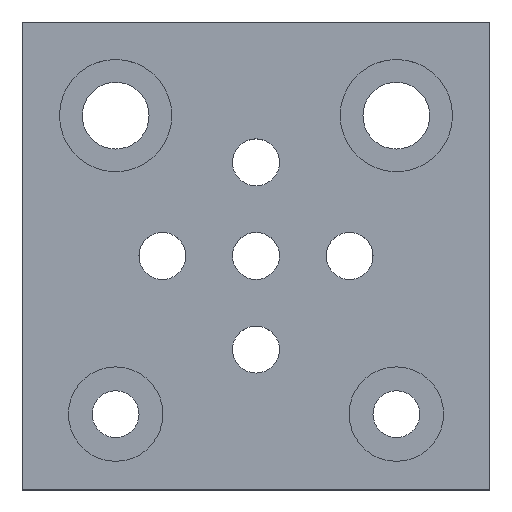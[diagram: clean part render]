
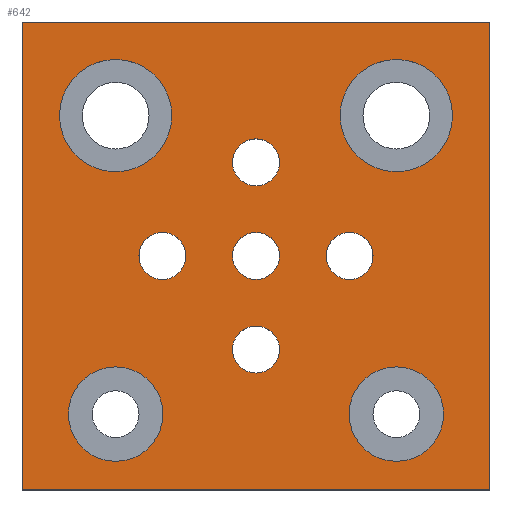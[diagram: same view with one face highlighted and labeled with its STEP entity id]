
A CAD part, top view. The second image highlights one B-rep face of the part: STEP entity #642.
In plain terms, the highlighted planar face has unit normal (0, 0, 1).
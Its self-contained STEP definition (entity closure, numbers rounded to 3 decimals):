
#101=CARTESIAN_POINT('',(-9.95,-16.9,6.35));
#102=VERTEX_POINT('',#101);
#103=CARTESIAN_POINT('',(-15.,-16.9,6.35));
#104=DIRECTION('',(0.0,0.0,-1.0));
#105=DIRECTION('',(1.0,0.0,0.0));
#106=AXIS2_PLACEMENT_3D('',#103,#104,#105);
#107=CIRCLE('',#106,5.05);
#108=EDGE_CURVE('',#102,#102,#107,.T.);
#169=CARTESIAN_POINT('',(20.05,-16.9,6.35));
#170=VERTEX_POINT('',#169);
#171=CARTESIAN_POINT('',(15.,-16.9,6.35));
#172=DIRECTION('',(0.0,0.0,-1.0));
#173=DIRECTION('',(1.0,0.0,0.0));
#174=AXIS2_PLACEMENT_3D('',#171,#172,#173);
#175=CIRCLE('',#174,5.05);
#176=EDGE_CURVE('',#170,#170,#175,.T.);
#237=CARTESIAN_POINT('',(-9.,15.,6.35));
#238=VERTEX_POINT('',#237);
#239=CARTESIAN_POINT('',(-15.,15.,6.35));
#240=DIRECTION('',(0.0,0.0,-1.0));
#241=DIRECTION('',(1.0,0.0,0.0));
#242=AXIS2_PLACEMENT_3D('',#239,#240,#241);
#243=CIRCLE('',#242,6.);
#244=EDGE_CURVE('',#238,#238,#243,.T.);
#305=CARTESIAN_POINT('',(21.,15.,6.35));
#306=VERTEX_POINT('',#305);
#307=CARTESIAN_POINT('',(15.,15.,6.35));
#308=DIRECTION('',(0.0,0.0,-1.0));
#309=DIRECTION('',(1.0,0.0,0.0));
#310=AXIS2_PLACEMENT_3D('',#307,#308,#309);
#311=CIRCLE('',#310,6.);
#312=EDGE_CURVE('',#306,#306,#311,.T.);
#356=CARTESIAN_POINT('',(2.51,-10.,6.35));
#357=VERTEX_POINT('',#356);
#358=CARTESIAN_POINT('',(0.,-10.,6.35));
#359=DIRECTION('',(0.0,0.0,-1.0));
#360=DIRECTION('',(1.0,0.0,0.0));
#361=AXIS2_PLACEMENT_3D('',#358,#359,#360);
#362=CIRCLE('',#361,2.51);
#363=EDGE_CURVE('',#357,#357,#362,.T.);
#384=CARTESIAN_POINT('',(-7.49,0.,6.35));
#385=VERTEX_POINT('',#384);
#386=CARTESIAN_POINT('',(-10.0,0.,6.35));
#387=DIRECTION('',(0.0,0.0,-1.0));
#388=DIRECTION('',(1.0,0.0,0.0));
#389=AXIS2_PLACEMENT_3D('',#386,#387,#388);
#390=CIRCLE('',#389,2.51);
#391=EDGE_CURVE('',#385,#385,#390,.T.);
#412=CARTESIAN_POINT('',(2.51,0.0,6.35));
#413=VERTEX_POINT('',#412);
#414=CARTESIAN_POINT('',(0.0,0.0,6.35));
#415=DIRECTION('',(0.0,0.0,-1.0));
#416=DIRECTION('',(1.0,0.0,0.0));
#417=AXIS2_PLACEMENT_3D('',#414,#415,#416);
#418=CIRCLE('',#417,2.51);
#419=EDGE_CURVE('',#413,#413,#418,.T.);
#440=CARTESIAN_POINT('',(2.51,10.,6.35));
#441=VERTEX_POINT('',#440);
#442=CARTESIAN_POINT('',(0.,10.,6.35));
#443=DIRECTION('',(0.0,0.0,-1.0));
#444=DIRECTION('',(1.0,0.0,0.0));
#445=AXIS2_PLACEMENT_3D('',#442,#443,#444);
#446=CIRCLE('',#445,2.51);
#447=EDGE_CURVE('',#441,#441,#446,.T.);
#468=CARTESIAN_POINT('',(12.51,0.,6.35));
#469=VERTEX_POINT('',#468);
#470=CARTESIAN_POINT('',(10.0,0.,6.35));
#471=DIRECTION('',(0.0,0.0,-1.0));
#472=DIRECTION('',(1.0,0.0,0.0));
#473=AXIS2_PLACEMENT_3D('',#470,#471,#472);
#474=CIRCLE('',#473,2.51);
#475=EDGE_CURVE('',#469,#469,#474,.T.);
#495=CARTESIAN_POINT('',(-25.,-25.,6.35));
#496=VERTEX_POINT('',#495);
#503=CARTESIAN_POINT('',(-25.,25.,6.35));
#504=VERTEX_POINT('',#503);
#505=CARTESIAN_POINT('',(-25.,25.0,6.35));
#506=DIRECTION('',(0.0,-1.0,0.0));
#507=VECTOR('',#506,50.0);
#508=LINE('',#505,#507);
#509=EDGE_CURVE('',#504,#496,#508,.T.);
#534=CARTESIAN_POINT('',(25.,25.,6.35));
#535=VERTEX_POINT('',#534);
#536=CARTESIAN_POINT('',(25.,25.0,6.35));
#537=DIRECTION('',(-1.0,0.0,0.0));
#538=VECTOR('',#537,50.0);
#539=LINE('',#536,#538);
#540=EDGE_CURVE('',#535,#504,#539,.T.);
#565=CARTESIAN_POINT('',(25.,-25.,6.35));
#566=VERTEX_POINT('',#565);
#567=CARTESIAN_POINT('',(25.,-25.,6.35));
#568=DIRECTION('',(0.0,1.0,0.0));
#569=VECTOR('',#568,50.0);
#570=LINE('',#567,#569);
#571=EDGE_CURVE('',#566,#535,#570,.T.);
#594=CARTESIAN_POINT('',(-25.,-25.,6.35));
#595=DIRECTION('',(1.0,0.0,0.0));
#596=VECTOR('',#595,50.0);
#597=LINE('',#594,#596);
#598=EDGE_CURVE('',#496,#566,#597,.T.);
#604=CARTESIAN_POINT('',(0.,0.,6.35));
#605=DIRECTION('',(0.0,0.0,1.0));
#606=DIRECTION('',(1.0,0.0,0.0));
#607=AXIS2_PLACEMENT_3D('',#604,#605,#606);
#608=PLANE('',#607);
#609=ORIENTED_EDGE('',*,*,#598,.T.);
#610=ORIENTED_EDGE('',*,*,#571,.T.);
#611=ORIENTED_EDGE('',*,*,#540,.T.);
#612=ORIENTED_EDGE('',*,*,#509,.T.);
#613=EDGE_LOOP('',(#609,#610,#611,#612));
#614=FACE_OUTER_BOUND('',#613,.T.);
#615=ORIENTED_EDGE('',*,*,#108,.T.);
#616=EDGE_LOOP('',(#615));
#617=FACE_BOUND('',#616,.T.);
#618=ORIENTED_EDGE('',*,*,#176,.T.);
#619=EDGE_LOOP('',(#618));
#620=FACE_BOUND('',#619,.T.);
#621=ORIENTED_EDGE('',*,*,#244,.T.);
#622=EDGE_LOOP('',(#621));
#623=FACE_BOUND('',#622,.T.);
#624=ORIENTED_EDGE('',*,*,#312,.T.);
#625=EDGE_LOOP('',(#624));
#626=FACE_BOUND('',#625,.T.);
#627=ORIENTED_EDGE('',*,*,#363,.T.);
#628=EDGE_LOOP('',(#627));
#629=FACE_BOUND('',#628,.T.);
#630=ORIENTED_EDGE('',*,*,#391,.T.);
#631=EDGE_LOOP('',(#630));
#632=FACE_BOUND('',#631,.T.);
#633=ORIENTED_EDGE('',*,*,#419,.T.);
#634=EDGE_LOOP('',(#633));
#635=FACE_BOUND('',#634,.T.);
#636=ORIENTED_EDGE('',*,*,#447,.T.);
#637=EDGE_LOOP('',(#636));
#638=FACE_BOUND('',#637,.T.);
#639=ORIENTED_EDGE('',*,*,#475,.T.);
#640=EDGE_LOOP('',(#639));
#641=FACE_BOUND('',#640,.T.);
#642=ADVANCED_FACE('',(#614,#617,#620,#623,#626,#629,#632,#635,#638,#641),#608,.T.);
